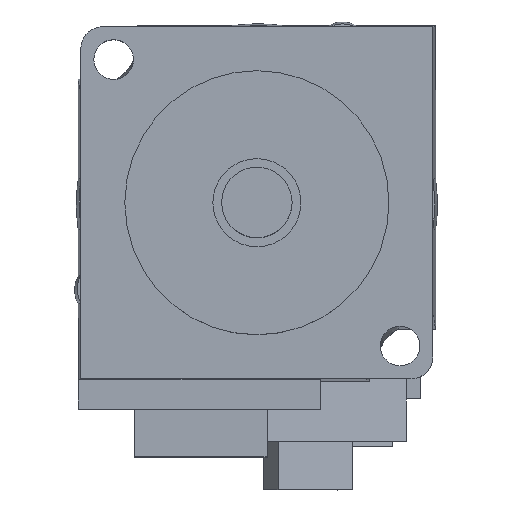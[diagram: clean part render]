
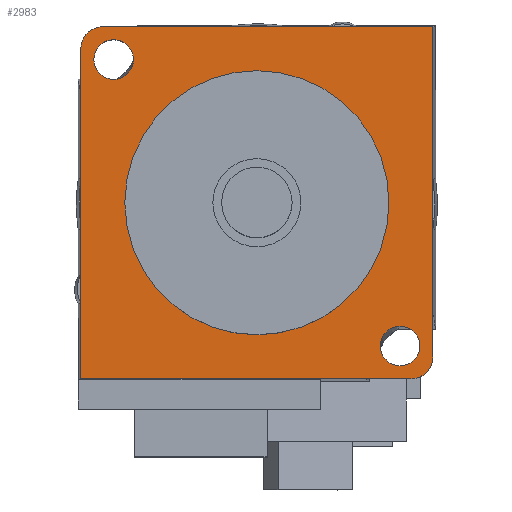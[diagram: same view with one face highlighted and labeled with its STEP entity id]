
A CAD part, top view. The second image highlights one B-rep face of the part: STEP entity #2983.
In plain terms, the highlighted planar face has unit normal (0, 0, 1).
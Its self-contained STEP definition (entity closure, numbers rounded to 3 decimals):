
#61=CARTESIAN_POINT('',(-17.5,17.5,0.));
#62=DIRECTION('',(0.,0.,-1.));
#63=DIRECTION('',(-1.,0.,0.));
#64=AXIS2_PLACEMENT_3D('',#61,#62,#63);
#66=CARTESIAN_POINT('',(17.5,-17.5,0.));
#67=DIRECTION('',(0.,0.,-1.));
#68=DIRECTION('',(1.,0.,0.));
#69=AXIS2_PLACEMENT_3D('',#66,#67,#68);
#71=CARTESIAN_POINT('',(16.263,-16.263,0.));
#72=DIRECTION('',(0.,0.,1.));
#73=DIRECTION('',(1.,0.,0.));
#74=AXIS2_PLACEMENT_3D('',#71,#72,#73);
#76=CARTESIAN_POINT('',(16.263,-16.263,0.));
#77=DIRECTION('',(0.,0.,1.));
#78=DIRECTION('',(-1.,0.,0.));
#79=AXIS2_PLACEMENT_3D('',#76,#77,#78);
#81=CARTESIAN_POINT('',(0.,0.,0.));
#82=DIRECTION('',(0.,0.,1.));
#83=DIRECTION('',(-1.,0.,0.));
#84=AXIS2_PLACEMENT_3D('',#81,#82,#83);
#86=CARTESIAN_POINT('',(0.,0.,0.));
#87=DIRECTION('',(0.,0.,1.));
#88=DIRECTION('',(1.,0.,0.));
#89=AXIS2_PLACEMENT_3D('',#86,#87,#88);
#91=CARTESIAN_POINT('',(-16.263,16.263,0.));
#92=DIRECTION('',(0.,0.,1.));
#93=DIRECTION('',(1.,0.,0.));
#94=AXIS2_PLACEMENT_3D('',#91,#92,#93);
#96=CARTESIAN_POINT('',(-16.263,16.263,0.));
#97=DIRECTION('',(0.,0.,1.));
#98=DIRECTION('',(-1.,0.,0.));
#99=AXIS2_PLACEMENT_3D('',#96,#97,#98);
#105=DIRECTION('',(-1.,0.,0.));
#106=VECTOR('',#105,37.5);
#107=CARTESIAN_POINT('',(20.,20.,0.));
#108=LINE('',#107,#106);
#453=DIRECTION('',(0.,1.,0.));
#454=VECTOR('',#453,37.5);
#455=CARTESIAN_POINT('',(20.,-17.5,0.));
#456=LINE('',#455,#454);
#923=DIRECTION('',(0.,-1.,0.));
#924=VECTOR('',#923,37.5);
#925=CARTESIAN_POINT('',(-20.,17.5,0.));
#926=LINE('',#925,#924);
#1732=DIRECTION('',(1.,0.,0.));
#1733=VECTOR('',#1732,37.5);
#1734=CARTESIAN_POINT('',(-20.,-20.,0.));
#1735=LINE('',#1734,#1733);
#2271=CARTESIAN_POINT('',(14.013,-16.263,0.));
#2272=VERTEX_POINT('',#2271);
#2273=CARTESIAN_POINT('',(18.513,-16.263,0.));
#2274=VERTEX_POINT('',#2273);
#2275=CARTESIAN_POINT('',(-15.,0.,0.));
#2276=CARTESIAN_POINT('',(15.,0.,0.));
#2277=VERTEX_POINT('',#2275);
#2278=VERTEX_POINT('',#2276);
#2279=CARTESIAN_POINT('',(-14.013,16.263,0.));
#2280=CARTESIAN_POINT('',(-18.513,16.263,0.));
#2281=VERTEX_POINT('',#2279);
#2282=VERTEX_POINT('',#2280);
#2283=CARTESIAN_POINT('',(-20.,17.5,0.));
#2284=CARTESIAN_POINT('',(-17.5,20.,0.));
#2285=VERTEX_POINT('',#2283);
#2286=VERTEX_POINT('',#2284);
#2287=CARTESIAN_POINT('',(20.,-17.5,0.));
#2288=CARTESIAN_POINT('',(17.5,-20.,0.));
#2289=VERTEX_POINT('',#2287);
#2290=VERTEX_POINT('',#2288);
#2295=CARTESIAN_POINT('',(20.,20.,0.));
#2296=VERTEX_POINT('',#2295);
#2297=CARTESIAN_POINT('',(-20.,-20.,0.));
#2298=VERTEX_POINT('',#2297);
#2947=CARTESIAN_POINT('',(0.,0.,0.));
#2948=DIRECTION('',(0.,0.,1.));
#2949=DIRECTION('',(1.,0.,0.));
#2950=AXIS2_PLACEMENT_3D('',#2947,#2948,#2949);
#2951=PLANE('',#2950);
#2953=ORIENTED_EDGE('',*,*,#2952,.T.);
#2955=ORIENTED_EDGE('',*,*,#2954,.F.);
#2957=ORIENTED_EDGE('',*,*,#2956,.F.);
#2959=ORIENTED_EDGE('',*,*,#2958,.T.);
#2961=ORIENTED_EDGE('',*,*,#2960,.F.);
#2963=ORIENTED_EDGE('',*,*,#2962,.F.);
#2964=EDGE_LOOP('',(#2953,#2955,#2957,#2959,#2961,#2963));
#2965=FACE_OUTER_BOUND('',#2964,.F.);
#2966=ORIENTED_EDGE('',*,*,#2937,.T.);
#2968=ORIENTED_EDGE('',*,*,#2967,.T.);
#2969=EDGE_LOOP('',(#2966,#2968));
#2970=FACE_BOUND('',#2969,.F.);
#2972=ORIENTED_EDGE('',*,*,#2971,.T.);
#2974=ORIENTED_EDGE('',*,*,#2973,.T.);
#2975=EDGE_LOOP('',(#2972,#2974));
#2976=FACE_BOUND('',#2975,.F.);
#2978=ORIENTED_EDGE('',*,*,#2977,.T.);
#2980=ORIENTED_EDGE('',*,*,#2979,.T.);
#2981=EDGE_LOOP('',(#2978,#2980));
#2982=FACE_BOUND('',#2981,.F.);
#2983=ADVANCED_FACE('',(#2965,#2970,#2976,#2982),#2951,.T.);
#65=CIRCLE('',#64,2.5);
#70=CIRCLE('',#69,2.5);
#75=CIRCLE('',#74,2.25);
#80=CIRCLE('',#79,2.25);
#85=CIRCLE('',#84,15.);
#90=CIRCLE('',#89,15.);
#95=CIRCLE('',#94,2.25);
#100=CIRCLE('',#99,2.25);
#2937=EDGE_CURVE('',#2274,#2272,#75,.T.);
#2952=EDGE_CURVE('',#2285,#2286,#65,.T.);
#2954=EDGE_CURVE('',#2296,#2286,#108,.T.);
#2956=EDGE_CURVE('',#2289,#2296,#456,.T.);
#2958=EDGE_CURVE('',#2289,#2290,#70,.T.);
#2960=EDGE_CURVE('',#2298,#2290,#1735,.T.);
#2962=EDGE_CURVE('',#2285,#2298,#926,.T.);
#2967=EDGE_CURVE('',#2272,#2274,#80,.T.);
#2971=EDGE_CURVE('',#2277,#2278,#85,.T.);
#2973=EDGE_CURVE('',#2278,#2277,#90,.T.);
#2977=EDGE_CURVE('',#2281,#2282,#95,.T.);
#2979=EDGE_CURVE('',#2282,#2281,#100,.T.);
